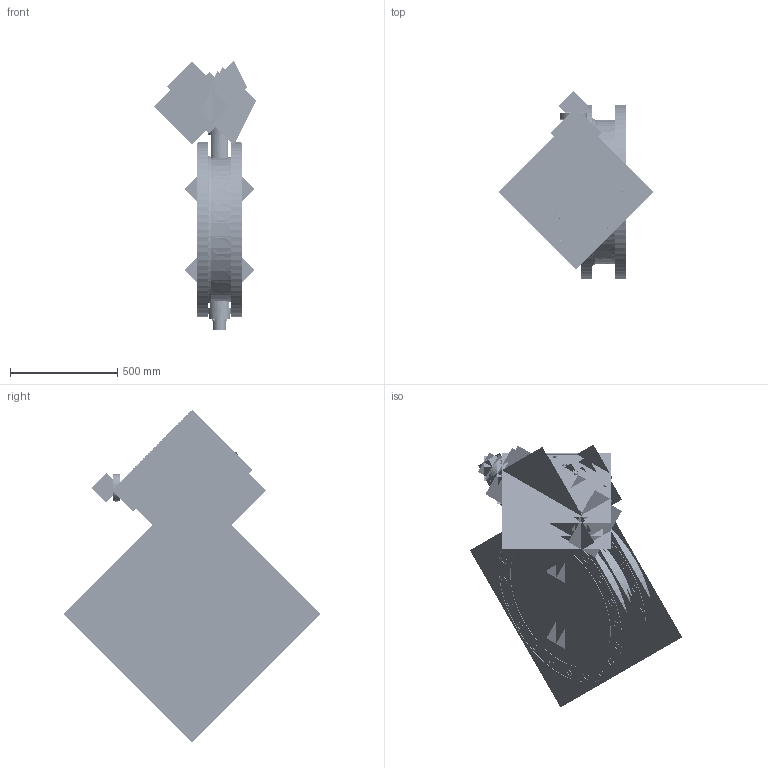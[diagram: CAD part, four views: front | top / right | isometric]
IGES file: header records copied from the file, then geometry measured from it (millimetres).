
Start section:  PTC IGES file: class_250ii_fl_x_fl-24-inch-nut_asm.igs
Global section: file name: class_250ii_fl_x_fl-24-inch-nut_asm.igs; native system: Creo Parametric by Parametric Technology Corporation; preprocessor: 2013050; author: HAPPY; organization: Unknown; date: 20161214.165435; units: inch
Bounding box: 723.59 x 1195.66 x 1546.53 mm (x, y, z)
Volume: 73760889.7 mm3; surface area: 25672734.5 mm2
Topology: 24 solids, 24 shells, 5228 faces, 28996 edges, 38048 vertices
Faces by surface type: revolution 4756, bspline 472
